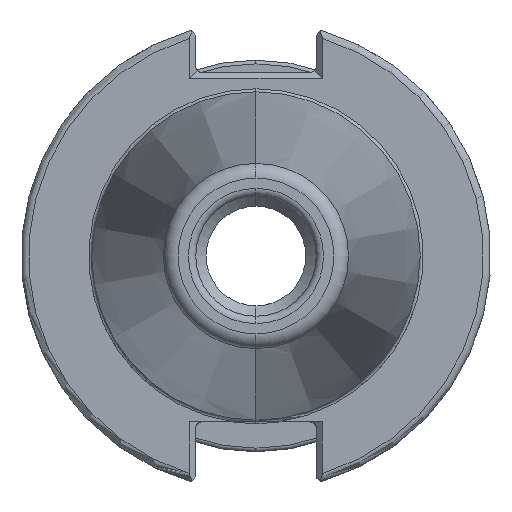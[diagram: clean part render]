
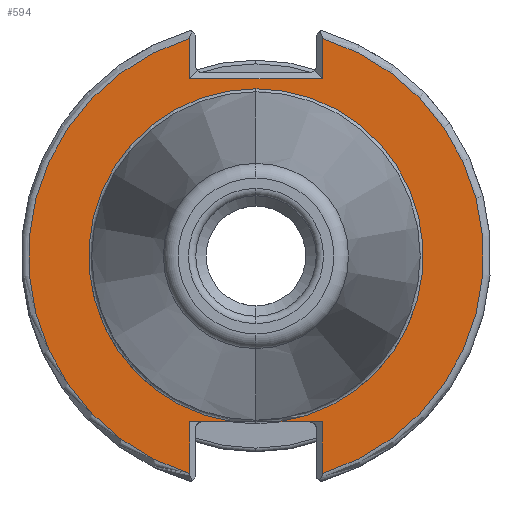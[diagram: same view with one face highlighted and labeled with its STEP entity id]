
A CAD part, left-side view. The second image highlights one B-rep face of the part: STEP entity #594.
In plain terms, the highlighted planar face has unit normal (-1, 0, 0).
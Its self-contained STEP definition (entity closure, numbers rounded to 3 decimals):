
#215 = EDGE_CURVE ( 'NONE', #2716, #682, #3463, .T. ) ;
#239 = CIRCLE ( 'NONE', #1153, 30.775 ) ;
#326 = CARTESIAN_POINT ( 'NONE',  ( -96.82, 8.99, 29.433 ) ) ;
#352 = FACE_OUTER_BOUND ( 'NONE', #1331, .T. ) ;
#361 = DIRECTION ( 'NONE',  ( 0., 0., -1. ) ) ;
#363 = VERTEX_POINT ( 'NONE', #928 ) ;
#451 = CARTESIAN_POINT ( 'NONE',  ( -96.82, 0., 0. ) ) ;
#465 = DIRECTION ( 'NONE',  ( -1., 0., 0. ) ) ;
#551 = EDGE_CURVE ( 'NONE', #3851, #2261, #3756, .T. ) ;
#594 = ADVANCED_FACE ( 'NONE', ( #352 ), #1778, .F. ) ;
#619 = ORIENTED_EDGE ( 'NONE', *, *, #2846, .T. ) ;
#667 = CARTESIAN_POINT ( 'NONE',  ( -96.82, 8.99, -22.41 ) ) ;
#673 = DIRECTION ( 'NONE',  ( 0., 0., -1. ) ) ;
#682 = VERTEX_POINT ( 'NONE', #326 ) ;
#706 = VERTEX_POINT ( 'NONE', #667 ) ;
#736 = EDGE_CURVE ( 'NONE', #2261, #363, #2129, .T. ) ;
#849 = DIRECTION ( 'NONE',  ( -1., 0., 0. ) ) ;
#928 = CARTESIAN_POINT ( 'NONE',  ( -96.82, -8.99, 24. ) ) ;
#960 = AXIS2_PLACEMENT_3D ( 'NONE', #451, #465, #361 ) ;
#1002 = VECTOR ( 'NONE', #4850, 1000. ) ;
#1040 = DIRECTION ( 'NONE',  ( 0., 0., -1. ) ) ;
#1094 = VECTOR ( 'NONE', #1040, 1000. ) ;
#1112 = DIRECTION ( 'NONE',  ( 0., 0., 1. ) ) ;
#1138 = CARTESIAN_POINT ( 'NONE',  ( -96.82, 8.99, 30.701 ) ) ;
#1153 = AXIS2_PLACEMENT_3D ( 'NONE', #1455, #4163, #1845 ) ;
#1247 = CARTESIAN_POINT ( 'NONE',  ( -96.82, 8.99, 0. ) ) ;
#1251 = VECTOR ( 'NONE', #4034, 1000. ) ;
#1263 = LINE ( 'NONE', #3013, #3195 ) ;
#1285 = EDGE_CURVE ( 'NONE', #4878, #4611, #4415, .T. ) ;
#1331 = EDGE_LOOP ( 'NONE', ( #2697, #3942, #3280, #1674, #4001, #2264, #619, #2318, #4101, #1736, #1817 ) ) ;
#1342 = CARTESIAN_POINT ( 'NONE',  ( -96.82, -8.19, -22.41 ) ) ;
#1455 = CARTESIAN_POINT ( 'NONE',  ( -96.82, 0., 0. ) ) ;
#1528 = DIRECTION ( 'NONE',  ( 0., 1., 0. ) ) ;
#1535 = VECTOR ( 'NONE', #1528, 1000. ) ;
#1621 = DIRECTION ( 'NONE',  ( 0., 0., 1. ) ) ;
#1674 = ORIENTED_EDGE ( 'NONE', *, *, #5038, .T. ) ;
#1728 = CARTESIAN_POINT ( 'NONE',  ( -96.82, -8.99, -29.433 ) ) ;
#1736 = ORIENTED_EDGE ( 'NONE', *, *, #736, .T. ) ;
#1752 = DIRECTION ( 'NONE',  ( 0., 0., -1. ) ) ;
#1766 = DIRECTION ( 'NONE',  ( 1., 0., 0. ) ) ;
#1778 = PLANE ( 'NONE',  #2511 ) ;
#1787 = LINE ( 'NONE', #2323, #1535 ) ;
#1815 = CARTESIAN_POINT ( 'NONE',  ( -96.82, 0., 0. ) ) ;
#1817 = ORIENTED_EDGE ( 'NONE', *, *, #3625, .T. ) ;
#1845 = DIRECTION ( 'NONE',  ( 0., 0., -1. ) ) ;
#1848 = CIRCLE ( 'NONE', #4240, 22.625 ) ;
#1943 = VERTEX_POINT ( 'NONE', #3805 ) ;
#2129 = LINE ( 'NONE', #2406, #1094 ) ;
#2161 = CARTESIAN_POINT ( 'NONE',  ( -96.82, 3.112, -22.41 ) ) ;
#2179 = CARTESIAN_POINT ( 'NONE',  ( -96.82, -8.99, -22.41 ) ) ;
#2261 = VERTEX_POINT ( 'NONE', #2263 ) ;
#2263 = CARTESIAN_POINT ( 'NONE',  ( -96.82, -8.99, 29.433 ) ) ;
#2264 = ORIENTED_EDGE ( 'NONE', *, *, #3233, .F. ) ;
#2274 = EDGE_CURVE ( 'NONE', #2713, #3851, #1263, .T. ) ;
#2306 = CARTESIAN_POINT ( 'NONE',  ( -96.82, 8.99, -29.433 ) ) ;
#2318 = ORIENTED_EDGE ( 'NONE', *, *, #2274, .T. ) ;
#2323 = CARTESIAN_POINT ( 'NONE',  ( -96.82, 0., 24. ) ) ;
#2406 = CARTESIAN_POINT ( 'NONE',  ( -96.82, -8.99, 24.8 ) ) ;
#2407 = CARTESIAN_POINT ( 'NONE',  ( -96.82, 0., 22.625 ) ) ;
#2423 = VECTOR ( 'NONE', #1112, 1000. ) ;
#2511 = AXIS2_PLACEMENT_3D ( 'NONE', #1815, #1766, #1752 ) ;
#2522 = CARTESIAN_POINT ( 'NONE',  ( -96.82, -8.19, -22.41 ) ) ;
#2557 = DIRECTION ( 'NONE',  ( 0., 0., 1. ) ) ;
#2573 = DIRECTION ( 'NONE',  ( -1., 0., 0. ) ) ;
#2697 = ORIENTED_EDGE ( 'NONE', *, *, #215, .T. ) ;
#2713 = VERTEX_POINT ( 'NONE', #2179 ) ;
#2716 = VERTEX_POINT ( 'NONE', #4886 ) ;
#2742 = LINE ( 'NONE', #1247, #4814 ) ;
#2846 = EDGE_CURVE ( 'NONE', #1943, #2713, #3058, .T. ) ;
#2852 = CARTESIAN_POINT ( 'NONE',  ( -96.82, 0., 0. ) ) ;
#3013 = CARTESIAN_POINT ( 'NONE',  ( -96.82, -8.99, 0. ) ) ;
#3058 = LINE ( 'NONE', #2522, #1002 ) ;
#3187 = CARTESIAN_POINT ( 'NONE',  ( -96.82, 0., 0. ) ) ;
#3195 = VECTOR ( 'NONE', #673, 1000. ) ;
#3233 = EDGE_CURVE ( 'NONE', #1943, #4878, #1848, .T. ) ;
#3280 = ORIENTED_EDGE ( 'NONE', *, *, #4869, .T. ) ;
#3370 = AXIS2_PLACEMENT_3D ( 'NONE', #2852, #2573, #2557 ) ;
#3463 = LINE ( 'NONE', #1138, #2423 ) ;
#3596 = DIRECTION ( 'NONE',  ( 0., 0., 1. ) ) ;
#3625 = EDGE_CURVE ( 'NONE', #363, #2716, #1787, .T. ) ;
#3756 = CIRCLE ( 'NONE', #960, 30.775 ) ;
#3805 = CARTESIAN_POINT ( 'NONE',  ( -96.82, -3.112, -22.41 ) ) ;
#3851 = VERTEX_POINT ( 'NONE', #1728 ) ;
#3942 = ORIENTED_EDGE ( 'NONE', *, *, #4717, .T. ) ;
#4001 = ORIENTED_EDGE ( 'NONE', *, *, #1285, .F. ) ;
#4034 = DIRECTION ( 'NONE',  ( 0., -1., 0. ) ) ;
#4101 = ORIENTED_EDGE ( 'NONE', *, *, #551, .T. ) ;
#4163 = DIRECTION ( 'NONE',  ( -1., 0., 0. ) ) ;
#4240 = AXIS2_PLACEMENT_3D ( 'NONE', #3187, #849, #3596 ) ;
#4289 = VERTEX_POINT ( 'NONE', #2306 ) ;
#4328 = LINE ( 'NONE', #1342, #1251 ) ;
#4415 = CIRCLE ( 'NONE', #3370, 22.625 ) ;
#4611 = VERTEX_POINT ( 'NONE', #2161 ) ;
#4717 = EDGE_CURVE ( 'NONE', #682, #4289, #239, .T. ) ;
#4814 = VECTOR ( 'NONE', #1621, 1000. ) ;
#4850 = DIRECTION ( 'NONE',  ( 0., -1., 0. ) ) ;
#4869 = EDGE_CURVE ( 'NONE', #4289, #706, #2742, .T. ) ;
#4878 = VERTEX_POINT ( 'NONE', #2407 ) ;
#4886 = CARTESIAN_POINT ( 'NONE',  ( -96.82, 8.99, 24. ) ) ;
#5038 = EDGE_CURVE ( 'NONE', #706, #4611, #4328, .T. ) ;
